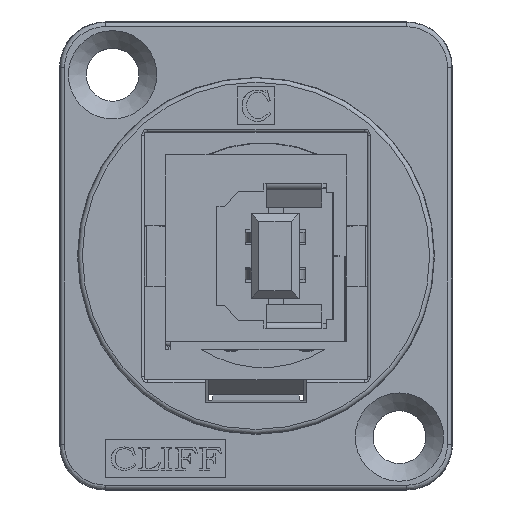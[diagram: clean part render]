
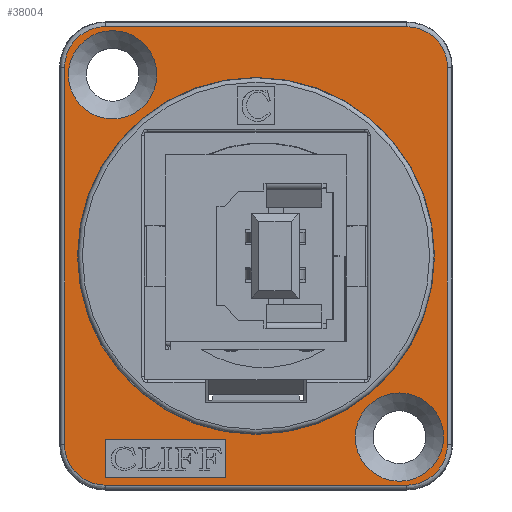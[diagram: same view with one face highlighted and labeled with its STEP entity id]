
A CAD part, top view. The second image highlights one B-rep face of the part: STEP entity #38004.
In plain terms, the highlighted planar face has unit normal (0, 0, 1).
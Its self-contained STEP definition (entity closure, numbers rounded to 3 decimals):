
#187=ELLIPSE('',#39997,2.7,2.7);
#188=ELLIPSE('',#39998,2.7,2.7);
#189=ELLIPSE('',#39999,2.7,2.7);
#190=ELLIPSE('',#40000,2.7,2.7);
#448=FACE_BOUND('',#4764,.T.);
#449=FACE_BOUND('',#4765,.T.);
#450=FACE_BOUND('',#4766,.T.);
#451=FACE_BOUND('',#4767,.T.);
#1122=PLANE('',#39996);
#2964=FACE_OUTER_BOUND('',#4763,.T.);
#4763=EDGE_LOOP('',(#29382,#29383,#29384,#29385,#29386,#29387,#29388,#29389));
#4764=EDGE_LOOP('',(#29390));
#4765=EDGE_LOOP('',(#29391));
#4766=EDGE_LOOP('',(#29392,#29393,#29394,#29395));
#4767=EDGE_LOOP('',(#29396));
#7556=LINE('',#55580,#12331);
#7559=LINE('',#55585,#12334);
#7561=LINE('',#55589,#12336);
#7563=LINE('',#55592,#12338);
#8067=LINE('',#57062,#12842);
#8068=LINE('',#57066,#12843);
#8069=LINE('',#57070,#12844);
#8070=LINE('',#57073,#12845);
#12331=VECTOR('',#44482,8.);
#12334=VECTOR('',#44487,2.5);
#12336=VECTOR('',#44491,8.);
#12338=VECTOR('',#44495,2.5);
#12842=VECTOR('',#45439,24.965);
#12843=VECTOR('',#45442,19.965);
#12844=VECTOR('',#45445,24.965);
#12845=VECTOR('',#45448,19.965);
#15326=CIRCLE('',#39009,2.925);
#15329=CIRCLE('',#39014,2.925);
#15518=CIRCLE('',#39988,11.823);
#15683=VERTEX_POINT('',#50261);
#15686=VERTEX_POINT('',#50271);
#17090=VERTEX_POINT('',#55578);
#17091=VERTEX_POINT('',#55579);
#17092=VERTEX_POINT('',#55584);
#17093=VERTEX_POINT('',#55588);
#17472=VERTEX_POINT('',#57033);
#17483=VERTEX_POINT('',#57058);
#17484=VERTEX_POINT('',#57059);
#17485=VERTEX_POINT('',#57061);
#17486=VERTEX_POINT('',#57063);
#17487=VERTEX_POINT('',#57065);
#17488=VERTEX_POINT('',#57067);
#17489=VERTEX_POINT('',#57069);
#17490=VERTEX_POINT('',#57071);
#19154=EDGE_CURVE('',#15683,#15683,#15326,.T.);
#19159=EDGE_CURVE('',#15686,#15686,#15329,.T.);
#21231=EDGE_CURVE('',#17090,#17091,#7556,.T.);
#21234=EDGE_CURVE('',#17092,#17090,#7559,.T.);
#21236=EDGE_CURVE('',#17093,#17092,#7561,.T.);
#21238=EDGE_CURVE('',#17091,#17093,#7563,.T.);
#21809=EDGE_CURVE('',#17472,#17472,#15518,.T.);
#21821=EDGE_CURVE('',#17483,#17484,#187,.T.);
#21822=EDGE_CURVE('',#17485,#17483,#8067,.T.);
#21823=EDGE_CURVE('',#17486,#17485,#188,.T.);
#21824=EDGE_CURVE('',#17487,#17486,#8068,.T.);
#21825=EDGE_CURVE('',#17488,#17487,#189,.T.);
#21826=EDGE_CURVE('',#17489,#17488,#8069,.T.);
#21827=EDGE_CURVE('',#17490,#17489,#190,.T.);
#21828=EDGE_CURVE('',#17484,#17490,#8070,.T.);
#29382=ORIENTED_EDGE('',*,*,#21821,.F.);
#29383=ORIENTED_EDGE('',*,*,#21822,.F.);
#29384=ORIENTED_EDGE('',*,*,#21823,.F.);
#29385=ORIENTED_EDGE('',*,*,#21824,.F.);
#29386=ORIENTED_EDGE('',*,*,#21825,.F.);
#29387=ORIENTED_EDGE('',*,*,#21826,.F.);
#29388=ORIENTED_EDGE('',*,*,#21827,.F.);
#29389=ORIENTED_EDGE('',*,*,#21828,.F.);
#29390=ORIENTED_EDGE('',*,*,#19154,.T.);
#29391=ORIENTED_EDGE('',*,*,#19159,.T.);
#29392=ORIENTED_EDGE('',*,*,#21238,.T.);
#29393=ORIENTED_EDGE('',*,*,#21236,.T.);
#29394=ORIENTED_EDGE('',*,*,#21234,.T.);
#29395=ORIENTED_EDGE('',*,*,#21231,.T.);
#29396=ORIENTED_EDGE('',*,*,#21809,.T.);
#38004=ADVANCED_FACE('',(#2964,#448,#449,#450,#451),#1122,.T.);
#39009=AXIS2_PLACEMENT_3D('',#50262,#41170,#41171);
#39014=AXIS2_PLACEMENT_3D('',#50272,#41182,#41183);
#39988=AXIS2_PLACEMENT_3D('',#57034,#45414,#45415);
#39996=AXIS2_PLACEMENT_3D('',#57057,#45435,#45436);
#39997=AXIS2_PLACEMENT_3D('',#57060,#45437,#45438);
#39998=AXIS2_PLACEMENT_3D('',#57064,#45440,#45441);
#39999=AXIS2_PLACEMENT_3D('',#57068,#45443,#45444);
#40000=AXIS2_PLACEMENT_3D('',#57072,#45446,#45447);
#41170=DIRECTION('center_axis',(0.,0.,
-1.));
#41171=DIRECTION('ref_axis',(1.,0.,0.));
#41182=DIRECTION('center_axis',(0.,0.,
-1.));
#41183=DIRECTION('ref_axis',(1.,0.,0.));
#44482=DIRECTION('',(-1.,0.,0.));
#44487=DIRECTION('',(0.,-1.,0.));
#44491=DIRECTION('',(1.,0.,0.));
#44495=DIRECTION('',(0.,1.,0.));
#45414=DIRECTION('center_axis',(0.,0.,
-1.));
#45415=DIRECTION('ref_axis',(-1.,0.,0.));
#45435=DIRECTION('center_axis',(0.,0.,
1.));
#45436=DIRECTION('ref_axis',(1.,0.,0.));
#45437=DIRECTION('center_axis',(0.,0.,
-1.));
#45438=DIRECTION('ref_axis',(-0.707,0.707,0.));
#45439=DIRECTION('',(0.,1.,0.));
#45440=DIRECTION('center_axis',(0.,0.,
-1.));
#45441=DIRECTION('ref_axis',(-0.707,-0.707,0.));
#45442=DIRECTION('',(-1.,0.,0.));
#45443=DIRECTION('center_axis',(0.,0.,
-1.));
#45444=DIRECTION('ref_axis',(0.707,-0.707,0.));
#45445=DIRECTION('',(0.,-1.,0.));
#45446=DIRECTION('center_axis',(0.,0.,
-1.));
#45447=DIRECTION('ref_axis',(0.707,0.707,0.));
#45448=DIRECTION('',(1.,0.,0.));
#50261=CARTESIAN_POINT('',(6.575,-12.,0.));
#50262=CARTESIAN_POINT('Origin',(9.5,-12.,0.));
#50271=CARTESIAN_POINT('',(-12.425,12.,0.));
#50272=CARTESIAN_POINT('Origin',(-9.5,12.,0.));
#55578=CARTESIAN_POINT('',(-2.,-14.683,0.));
#55579=CARTESIAN_POINT('',(-10.,-14.683,0.));
#55580=CARTESIAN_POINT('',(-1.,-14.683,0.));
#55584=CARTESIAN_POINT('',(-2.,-12.183,0.));
#55585=CARTESIAN_POINT('',(-2.,-6.091,0.));
#55588=CARTESIAN_POINT('',(-10.,-12.183,0.));
#55589=CARTESIAN_POINT('',(-5.,-12.183,0.));
#55592=CARTESIAN_POINT('',(-10.,-7.341,0.));
#57033=CARTESIAN_POINT('',(11.823,0.,0.));
#57034=CARTESIAN_POINT('Origin',(0.,0.,
0.));
#57057=CARTESIAN_POINT('Origin',(0.,0.,
0.));
#57058=CARTESIAN_POINT('',(-12.683,12.483,0.));
#57059=CARTESIAN_POINT('',(-9.983,15.183,0.));
#57060=CARTESIAN_POINT('Origin',(-9.982,12.482,0.));
#57061=CARTESIAN_POINT('',(-12.683,-12.483,0.));
#57062=CARTESIAN_POINT('',(-12.683,-7.75,0.));
#57063=CARTESIAN_POINT('',(-9.983,-15.183,0.));
#57064=CARTESIAN_POINT('Origin',(-9.982,-12.482,0.));
#57065=CARTESIAN_POINT('',(9.983,-15.183,0.));
#57066=CARTESIAN_POINT('',(6.5,-15.183,0.));
#57067=CARTESIAN_POINT('',(12.683,-12.483,0.));
#57068=CARTESIAN_POINT('Origin',(9.982,-12.482,0.));
#57069=CARTESIAN_POINT('',(12.683,12.483,0.));
#57070=CARTESIAN_POINT('',(12.683,7.75,0.));
#57071=CARTESIAN_POINT('',(9.983,15.183,0.));
#57072=CARTESIAN_POINT('Origin',(9.982,12.482,0.));
#57073=CARTESIAN_POINT('',(-6.5,15.183,0.));
